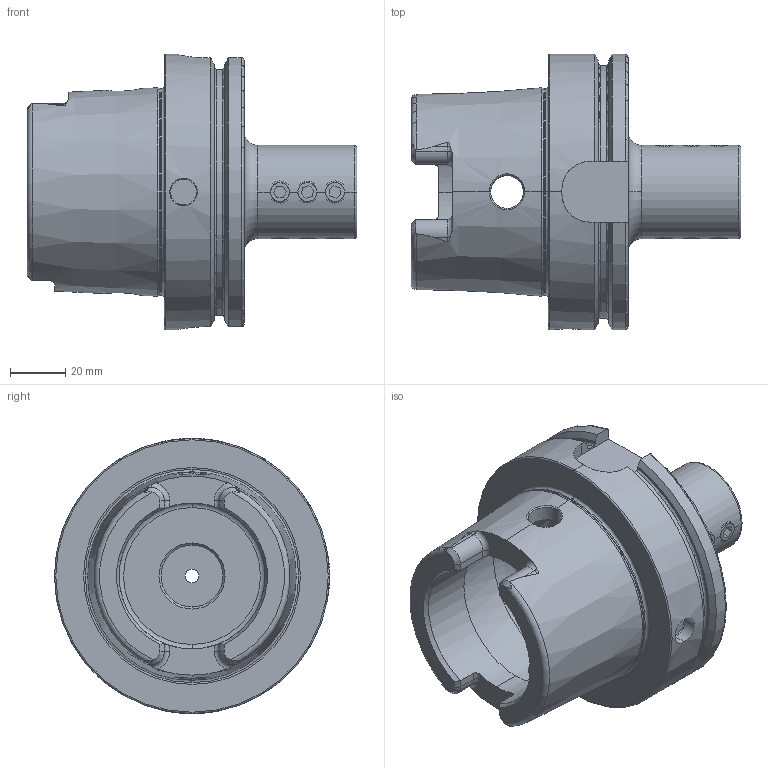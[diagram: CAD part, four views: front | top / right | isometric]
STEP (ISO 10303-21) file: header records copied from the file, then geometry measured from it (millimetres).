
FILE_DESCRIPTION (( 'STEP AP214' ), '1' );
FILE_NAME ('HA0.B08.K01.070.STEP', '2011-10-06T12:28:18', ( 'SwiAdmin' ), ( '' ), 'SwSTEP 2.0', 'SolidWorks 2011', '' );
FILE_SCHEMA (( 'AUTOMOTIVE_DESIGN' ));
Length unit declared in the file: millimetre
Products named in the file (3): W08-ER1.001.010_Default; HA0-B08.K01.070_A_Fertigbearbeitung; HA0.B08.K01.070
Assembly tree (10 placements, depth 2):
  HA0.B08.K01.070
    W08-ER1.001.010_Default  x9
    HA0-B08.K01.070_A_Fertigbearbeitung
Bounding box: 119.9 x 100 x 100 mm (x, y, z)
Volume: 288679.1 mm3; surface area: 60325.2 mm2
Topology: 10 solids, 10 shells, 334 faces, 855 edges, 528 vertices
Faces by surface type: plane 122, cylinder 89, cone 80, torus 39, bspline 4
Entity records: 10147 total; most frequent: CARTESIAN_POINT 3627, ORIENTED_EDGE 1098, DIRECTION 969, EDGE_CURVE 549, AXIS2_PLACEMENT_3D 390, VERTEX_POINT 344, EDGE_LOOP 211, FACE_OUTER_BOUND 198
